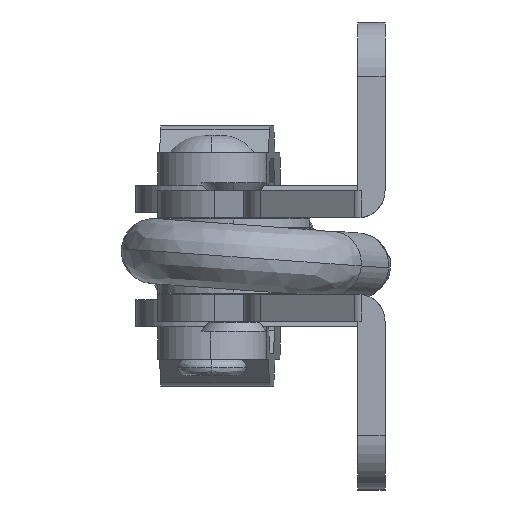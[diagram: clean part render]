
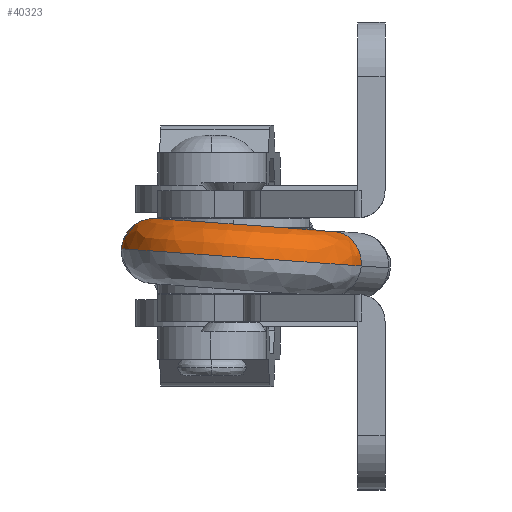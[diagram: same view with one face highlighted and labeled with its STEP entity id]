
A CAD part, left-side view. The second image highlights one B-rep face of the part: STEP entity #40323.
In plain terms, the highlighted free-form (B-spline) face has degree [3, 3] with [4, 4] control points.
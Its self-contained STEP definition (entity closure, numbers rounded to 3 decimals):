
#1206 = EDGE_LOOP ( 'NONE', ( #23251, #23249, #23247, #23245, #23243 ) ) ;
#1654 = AXIS2_PLACEMENT_3D ( 'NONE', #28531, #28533, #28535 ) ;
#1657 = AXIS2_PLACEMENT_3D ( 'NONE', #6088, #22017, #22015 ) ;
#1659 = AXIS2_PLACEMENT_3D ( 'NONE', #21998, #21995, #21993 ) ;
#1664 = AXIS2_PLACEMENT_3D ( 'NONE', #21948, #21946, #21945 ) ;
#1678 = AXIS2_PLACEMENT_3D ( 'NONE', #38546, #38544, #38542 ) ;
#5292 = FACE_OUTER_BOUND ( 'NONE', #1206, .T. ) ;
#6088 = CARTESIAN_POINT ( 'NONE',  ( 2835.575, 716.855, 0. ) ) ;
#11619 = CARTESIAN_POINT ( 'NONE',  ( 2827.755, 722.281, 0. ) ) ;
#11621 = CARTESIAN_POINT ( 'NONE',  ( 2835.575, 722.281, 0. ) ) ;
#11655 = CARTESIAN_POINT ( 'NONE',  ( 2826.33, 714.592, 0. ) ) ;
#11657 = CARTESIAN_POINT ( 'NONE',  ( 2833.63, 711.79, 0. ) ) ;
#11658 = CARTESIAN_POINT ( 'NONE',  ( 2835.575, 722.281, 6. ) ) ;
#11660 = CARTESIAN_POINT ( 'NONE',  ( 2827.755, 722.281, 6. ) ) ;
#11662 = CARTESIAN_POINT ( 'NONE',  ( 2826.33, 714.592, 6. ) ) ;
#11664 = CARTESIAN_POINT ( 'NONE',  ( 2833.63, 711.79, 6. ) ) ;
#11666 = CARTESIAN_POINT ( 'NONE',  ( 2835.575, 728.281, 6. ) ) ;
#11667 = CARTESIAN_POINT ( 'NONE',  ( 2819.108, 728.281, 6. ) ) ;
#11669 = CARTESIAN_POINT ( 'NONE',  ( 2816.107, 712.09, 6. ) ) ;
#11671 = CARTESIAN_POINT ( 'NONE',  ( 2831.48, 706.189, 6. ) ) ;
#11673 = CARTESIAN_POINT ( 'NONE',  ( 2835.575, 728.281, 0. ) ) ;
#11675 = CARTESIAN_POINT ( 'NONE',  ( 2819.108, 728.281, 0. ) ) ;
#11676 = CARTESIAN_POINT ( 'NONE',  ( 2816.107, 712.09, 0. ) ) ;
#11678 = CARTESIAN_POINT ( 'NONE',  ( 2831.48, 706.189, 0. ) ) ;
#17485 = EDGE_CURVE ( 'NONE', #31142, #31290, #37640, .T. ) ;
#17490 = EDGE_CURVE ( 'NONE', #31310, #31065, #37649, .T. ) ;
#17494 = EDGE_CURVE ( 'NONE', #31142, #31192, #37651, .T. ) ;
#17505 = EDGE_CURVE ( 'NONE', #31192, #31065, #37655, .T. ) ;
#17724 = EDGE_CURVE ( 'NONE', #31290, #31310, #37768, .T. ) ;
#19910 =( BOUNDED_SURFACE ( )  B_SPLINE_SURFACE ( 3, 3, ( 
 ( #11621, #11619, #11655, #11657 ),
 ( #11658, #11660, #11662, #11664 ),
 ( #11666, #11667, #11669, #11671 ),
 ( #11673, #11675, #11676, #11678 ) ),
 .UNSPECIFIED., .F., .F., .F. ) 
 B_SPLINE_SURFACE_WITH_KNOTS ( ( 4, 4 ),
 ( 4, 4 ),
 ( 0., 1. ),
 ( 0., 1. ),
 .UNSPECIFIED. ) 
 GEOMETRIC_REPRESENTATION_ITEM ( )  RATIONAL_B_SPLINE_SURFACE ( (
 ( 1., 0.455, 0.455, 1.),
 ( 0.333, 0.152, 0.152, 0.333),
 ( 0.333, 0.152, 0.152, 0.333),
 ( 1., 0.455, 0.455, 1.) ) ) 
 REPRESENTATION_ITEM ( '' )  SURFACE ( )  );
#21945 = DIRECTION ( 'NONE',  ( -0.358, -0.934, 0. ) ) ;
#21946 = DIRECTION ( 'NONE',  ( -0.934, 0.358, 0. ) ) ;
#21948 = CARTESIAN_POINT ( 'NONE',  ( 2832.555, 708.989, 0. ) ) ;
#21993 = DIRECTION ( 'NONE',  ( 1., 0., 0. ) ) ;
#21995 = DIRECTION ( 'NONE',  ( 0., 0., 1. ) ) ;
#21998 = CARTESIAN_POINT ( 'NONE',  ( 2835.575, 716.855, 0. ) ) ;
#22015 = DIRECTION ( 'NONE',  ( 1., 0., 0. ) ) ;
#22017 = DIRECTION ( 'NONE',  ( 0., 0., 1. ) ) ;
#23243 = ORIENTED_EDGE ( 'NONE', *, *, #17505, .T. ) ;
#23245 = ORIENTED_EDGE ( 'NONE', *, *, #17494, .T. ) ;
#23247 = ORIENTED_EDGE ( 'NONE', *, *, #17485, .F. ) ;
#23249 = ORIENTED_EDGE ( 'NONE', *, *, #17724, .F. ) ;
#23251 = ORIENTED_EDGE ( 'NONE', *, *, #17490, .F. ) ;
#28531 = CARTESIAN_POINT ( 'NONE',  ( 2835.575, 725.281, 0. ) ) ;
#28533 = DIRECTION ( 'NONE',  ( 1., 0., 0. ) ) ;
#28535 = DIRECTION ( 'NONE',  ( 0., 0., 1. ) ) ;
#31065 = VERTEX_POINT ( 'NONE', #44111 ) ;
#31142 = VERTEX_POINT ( 'NONE', #44188 ) ;
#31192 = VERTEX_POINT ( 'NONE', #44236 ) ;
#31290 = VERTEX_POINT ( 'NONE', #44324 ) ;
#31310 = VERTEX_POINT ( 'NONE', #44344 ) ;
#37640 = CIRCLE ( 'NONE', #1654, 3. ) ;
#37649 = CIRCLE ( 'NONE', #1657, 5.426 ) ;
#37651 = CIRCLE ( 'NONE', #1659, 11.426 ) ;
#37655 = CIRCLE ( 'NONE', #1664, 3. ) ;
#37768 = CIRCLE ( 'NONE', #1678, 3. ) ;
#38542 = DIRECTION ( 'NONE',  ( 0., 0., 1. ) ) ;
#38544 = DIRECTION ( 'NONE',  ( 1., 0., 0. ) ) ;
#38546 = CARTESIAN_POINT ( 'NONE',  ( 2835.575, 725.281, 0. ) ) ;
#40323 = ADVANCED_FACE ( 'NONE', ( #5292 ), #19910, .T. ) ;
#44111 = CARTESIAN_POINT ( 'NONE',  ( 2833.63, 711.79, 0. ) ) ;
#44188 = CARTESIAN_POINT ( 'NONE',  ( 2835.575, 728.281, 0. ) ) ;
#44236 = CARTESIAN_POINT ( 'NONE',  ( 2831.48, 706.189, 0. ) ) ;
#44324 = CARTESIAN_POINT ( 'NONE',  ( 2835.575, 725.281, 3. ) ) ;
#44344 = CARTESIAN_POINT ( 'NONE',  ( 2835.575, 722.281, 0. ) ) ;
